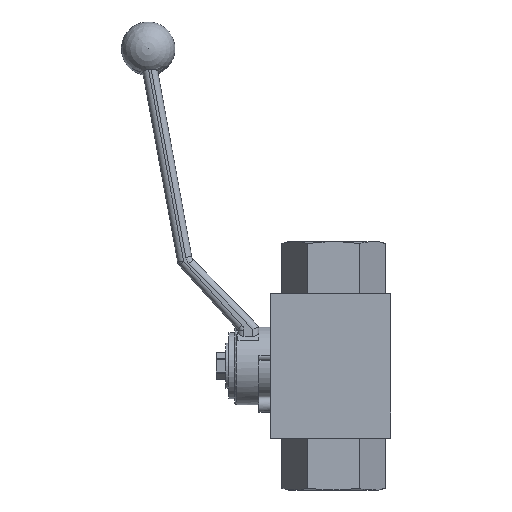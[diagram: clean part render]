
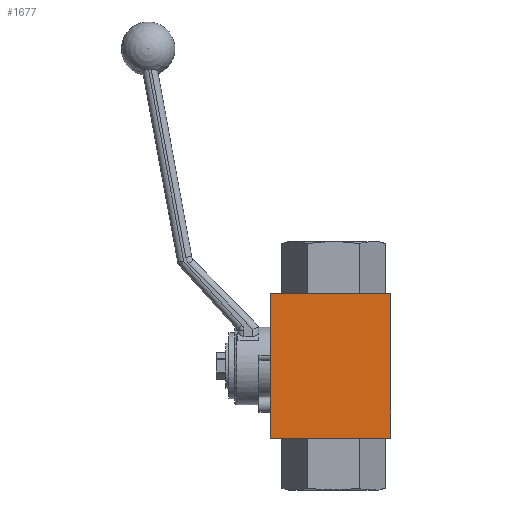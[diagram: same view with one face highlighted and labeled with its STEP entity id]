
A CAD part, left-side view. The second image highlights one B-rep face of the part: STEP entity #1677.
In plain terms, the highlighted planar face has unit normal (-1, 0, 0).
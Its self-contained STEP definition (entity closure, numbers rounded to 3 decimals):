
#302=FACE_OUTER_BOUND('',#433,.T.);
#433=EDGE_LOOP('',(#1367,#1368,#1369,#1370));
#517=LINE('',#2690,#626);
#531=LINE('',#2797,#640);
#535=LINE('',#2823,#644);
#536=LINE('',#2824,#645);
#626=VECTOR('',#2163,10.);
#640=VECTOR('',#2239,10.);
#644=VECTOR('',#2271,10.);
#645=VECTOR('',#2272,10.);
#755=VERTEX_POINT('',#2687);
#756=VERTEX_POINT('',#2689);
#781=VERTEX_POINT('',#2795);
#782=VERTEX_POINT('',#2796);
#943=EDGE_CURVE('',#755,#756,#517,.T.);
#981=EDGE_CURVE('',#781,#782,#531,.T.);
#991=EDGE_CURVE('',#782,#755,#535,.T.);
#992=EDGE_CURVE('',#781,#756,#536,.T.);
#1367=ORIENTED_EDGE('',*,*,#991,.F.);
#1368=ORIENTED_EDGE('',*,*,#981,.F.);
#1369=ORIENTED_EDGE('',*,*,#992,.T.);
#1370=ORIENTED_EDGE('',*,*,#943,.F.);
#1591=PLANE('',#1870);
#1677=ADVANCED_FACE('',(#302),#1591,.T.);
#1870=AXIS2_PLACEMENT_3D('',#2822,#2269,#2270);
#2163=DIRECTION('',(0.,1.,0.));
#2239=DIRECTION('',(0.,-1.,0.));
#2269=DIRECTION('center_axis',(-1.,0.,0.));
#2270=DIRECTION('ref_axis',(0.,-1.,0.));
#2271=DIRECTION('',(0.,0.,-1.));
#2272=DIRECTION('',(0.,0.,-1.));
#2687=CARTESIAN_POINT('',(-17.5,-20.,-24.15));
#2689=CARTESIAN_POINT('',(-17.5,20.,-24.15));
#2690=CARTESIAN_POINT('',(-17.5,-20.,-24.15));
#2795=CARTESIAN_POINT('',(-17.5,20.,24.15));
#2796=CARTESIAN_POINT('',(-17.5,-20.,24.15));
#2797=CARTESIAN_POINT('',(-17.5,-20.,24.15));
#2822=CARTESIAN_POINT('Origin',(-17.5,20.,0.));
#2823=CARTESIAN_POINT('',(-17.5,-20.,0.));
#2824=CARTESIAN_POINT('',(-17.5,20.,0.));
